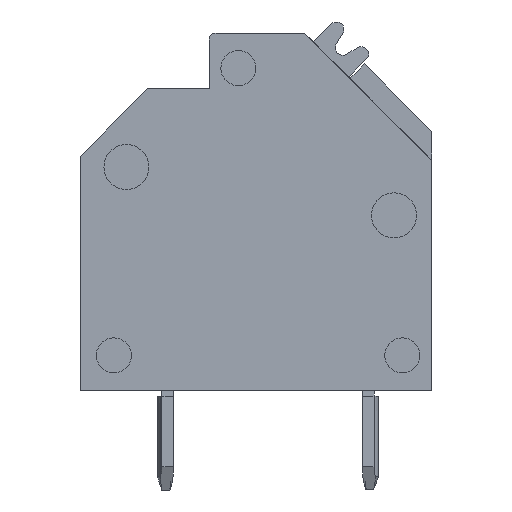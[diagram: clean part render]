
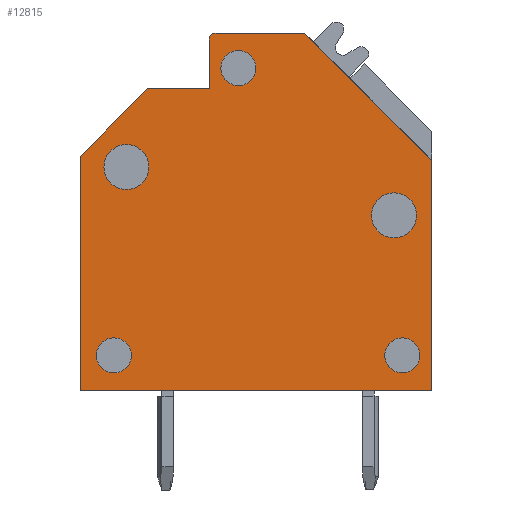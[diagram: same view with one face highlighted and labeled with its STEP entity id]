
A CAD part, left-side view. The second image highlights one B-rep face of the part: STEP entity #12815.
In plain terms, the highlighted planar face has unit normal (-1, 0, 0).
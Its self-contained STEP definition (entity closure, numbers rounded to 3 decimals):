
#763=CIRCLE('',#13961,0.6);
#764=CIRCLE('',#13962,0.77);
#765=CIRCLE('',#13963,0.6);
#766=CIRCLE('',#13964,0.6);
#767=CIRCLE('',#13965,0.77);
#768=CIRCLE('',#13966,0.2);
#3834=ORIENTED_EDGE('',*,*,#6028,.F.);
#3835=ORIENTED_EDGE('',*,*,#6029,.F.);
#3836=ORIENTED_EDGE('',*,*,#6030,.F.);
#3837=ORIENTED_EDGE('',*,*,#6031,.F.);
#3838=ORIENTED_EDGE('',*,*,#6032,.F.);
#3839=ORIENTED_EDGE('',*,*,#6010,.F.);
#3840=ORIENTED_EDGE('',*,*,#5996,.F.);
#3841=ORIENTED_EDGE('',*,*,#6024,.F.);
#3842=ORIENTED_EDGE('',*,*,#6033,.T.);
#3843=ORIENTED_EDGE('',*,*,#6021,.F.);
#3844=ORIENTED_EDGE('',*,*,#6007,.F.);
#3845=ORIENTED_EDGE('',*,*,#6020,.F.);
#3846=ORIENTED_EDGE('',*,*,#6018,.F.);
#3847=ORIENTED_EDGE('',*,*,#6015,.F.);
#5996=EDGE_CURVE('',#7340,#7341,#8651,.T.);
#6007=EDGE_CURVE('',#7349,#7350,#8659,.T.);
#6010=EDGE_CURVE('',#7341,#7352,#8662,.T.);
#6015=EDGE_CURVE('',#7352,#7355,#8667,.T.);
#6018=EDGE_CURVE('',#7355,#7356,#8670,.T.);
#6020=EDGE_CURVE('',#7356,#7349,#8672,.T.);
#6021=EDGE_CURVE('',#7350,#7357,#8673,.T.);
#6024=EDGE_CURVE('',#7358,#7340,#8676,.T.);
#6028=EDGE_CURVE('',#7360,#7360,#763,.T.);
#6029=EDGE_CURVE('',#7361,#7361,#764,.T.);
#6030=EDGE_CURVE('',#7362,#7362,#765,.T.);
#6031=EDGE_CURVE('',#7363,#7363,#766,.T.);
#6032=EDGE_CURVE('',#7364,#7364,#767,.T.);
#6033=EDGE_CURVE('',#7358,#7357,#768,.F.);
#7340=VERTEX_POINT('',#21105);
#7341=VERTEX_POINT('',#21107);
#7349=VERTEX_POINT('',#21126);
#7350=VERTEX_POINT('',#21128);
#7352=VERTEX_POINT('',#21134);
#7355=VERTEX_POINT('',#21143);
#7356=VERTEX_POINT('',#21148);
#7357=VERTEX_POINT('',#21154);
#7358=VERTEX_POINT('',#21158);
#7360=VERTEX_POINT('',#21168);
#7361=VERTEX_POINT('',#21170);
#7362=VERTEX_POINT('',#21172);
#7363=VERTEX_POINT('',#21174);
#7364=VERTEX_POINT('',#21176);
#8651=LINE('',#21106,#10006);
#8659=LINE('',#21127,#10014);
#8662=LINE('',#21133,#10017);
#8667=LINE('',#21142,#10022);
#8670=LINE('',#21147,#10025);
#8672=LINE('',#21151,#10027);
#8673=LINE('',#21153,#10028);
#8676=LINE('',#21159,#10031);
#10006=VECTOR('',#17146,1000.);
#10014=VECTOR('',#17162,1000.);
#10017=VECTOR('',#17167,1000.);
#10022=VECTOR('',#17174,1000.);
#10025=VECTOR('',#17179,1000.);
#10027=VECTOR('',#17183,1000.);
#10028=VECTOR('',#17186,1000.);
#10031=VECTOR('',#17191,1000.);
#10845=EDGE_LOOP('',(#3834));
#10846=EDGE_LOOP('',(#3835));
#10847=EDGE_LOOP('',(#3836));
#10848=EDGE_LOOP('',(#3837));
#10849=EDGE_LOOP('',(#3838));
#10850=EDGE_LOOP('',(#3839,#3840,#3841,#3842,#3843,#3844,#3845,#3846,#3847));
#11650=FACE_BOUND('',#10845,.T.);
#11651=FACE_BOUND('',#10846,.T.);
#11652=FACE_BOUND('',#10847,.T.);
#11653=FACE_BOUND('',#10848,.T.);
#11654=FACE_BOUND('',#10849,.T.);
#11655=FACE_BOUND('',#10850,.T.);
#12177=PLANE('',#13960);
#12815=ADVANCED_FACE('',(#11650,#11651,#11652,#11653,#11654,#11655),#12177,
 .F.);
#13960=AXIS2_PLACEMENT_3D('',#21166,#17199,#17200);
#13961=AXIS2_PLACEMENT_3D('',#21167,#17201,#17202);
#13962=AXIS2_PLACEMENT_3D('',#21169,#17203,#17204);
#13963=AXIS2_PLACEMENT_3D('',#21171,#17205,#17206);
#13964=AXIS2_PLACEMENT_3D('',#21173,#17207,#17208);
#13965=AXIS2_PLACEMENT_3D('',#21175,#17209,#17210);
#13966=AXIS2_PLACEMENT_3D('',#21177,#17211,#17212);
#17146=DIRECTION('',(0.,-0.707,-0.707));
#17162=DIRECTION('',(0.,-1.,0.));
#17167=DIRECTION('',(0.,0.,-1.));
#17174=DIRECTION('',(0.,1.,0.));
#17179=DIRECTION('',(0.,0.,1.));
#17183=DIRECTION('',(0.,-0.707,0.707));
#17186=DIRECTION('',(0.,0.,1.));
#17191=DIRECTION('',(0.,-1.,0.));
#17199=DIRECTION('',(1.,0.,0.));
#17200=DIRECTION('',(0.,0.,-1.));
#17201=DIRECTION('',(-1.,0.,0.));
#17202=DIRECTION('',(0.,1.,0.));
#17203=DIRECTION('',(-1.,0.,0.));
#17204=DIRECTION('',(0.,1.,0.));
#17205=DIRECTION('',(-1.,0.,0.));
#17206=DIRECTION('',(0.,1.,0.));
#17207=DIRECTION('',(-1.,0.,0.));
#17208=DIRECTION('',(0.,1.,0.));
#17209=DIRECTION('',(-1.,0.,0.));
#17210=DIRECTION('',(0.,1.,0.));
#17211=DIRECTION('',(1.,0.,0.));
#17212=DIRECTION('',(0.,0.,-1.));
#21105=CARTESIAN_POINT('',(-2.005,-1.66,8.2));
#21106=CARTESIAN_POINT('',(-2.005,-1.66,8.2));
#21107=CARTESIAN_POINT('',(-2.005,-6.,3.86));
#21126=CARTESIAN_POINT('',(-2.005,3.7,6.3));
#21127=CARTESIAN_POINT('',(-2.005,1.6,6.3));
#21128=CARTESIAN_POINT('',(-2.005,1.6,6.3));
#21133=CARTESIAN_POINT('',(-2.005,-6.,4.85));
#21134=CARTESIAN_POINT('',(-2.005,-6.,-4.));
#21142=CARTESIAN_POINT('',(-2.005,-6.,-4.));
#21143=CARTESIAN_POINT('',(-2.005,6.,-4.));
#21147=CARTESIAN_POINT('',(-2.005,6.,-4.));
#21148=CARTESIAN_POINT('',(-2.005,6.,4.));
#21151=CARTESIAN_POINT('',(-2.005,3.7,6.3));
#21153=CARTESIAN_POINT('',(-2.005,1.6,8.2));
#21154=CARTESIAN_POINT('',(-2.005,1.6,8.));
#21158=CARTESIAN_POINT('',(-2.005,1.4,8.2));
#21159=CARTESIAN_POINT('',(-2.005,1.6,8.2));
#21166=CARTESIAN_POINT('',(-2.005,0.,0.));
#21167=CARTESIAN_POINT('',(-2.005,0.6,7.006));
#21168=CARTESIAN_POINT('',(-2.005,1.2,7.006));
#21169=CARTESIAN_POINT('',(-2.005,-4.714,1.977));
#21170=CARTESIAN_POINT('',(-2.005,-3.944,1.977));
#21171=CARTESIAN_POINT('',(-2.005,-4.998,-2.804));
#21172=CARTESIAN_POINT('',(-2.005,-4.398,-2.804));
#21173=CARTESIAN_POINT('',(-2.005,4.853,-2.804));
#21174=CARTESIAN_POINT('',(-2.005,5.453,-2.804));
#21175=CARTESIAN_POINT('',(-2.005,4.424,3.628));
#21176=CARTESIAN_POINT('',(-2.005,5.194,3.628));
#21177=CARTESIAN_POINT('',(-2.005,1.4,8.));
